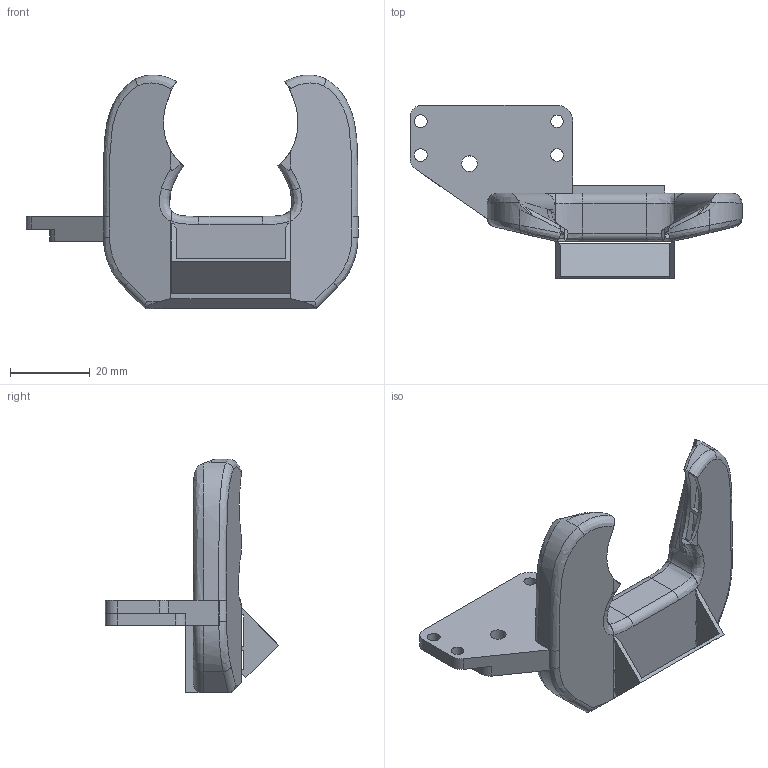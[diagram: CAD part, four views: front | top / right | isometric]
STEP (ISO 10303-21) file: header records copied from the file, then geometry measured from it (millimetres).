
FILE_DESCRIPTION(/* description */ (''),/* implementation_level */ '2;1');
FILE_NAME(/* name */ 'A-Hemera_Fan_Duct.stp',/* time_stamp */ '2020-10-15T14:52:32-07:00',/* author */ (''),/* organization */ (''),/* preprocessor_version */ 'ST-DEVELOPER v18.1',/* originating_system */ 'Autodesk Translation Framework v9.3.0.1241',/* authorisation */ '');
FILE_SCHEMA (('AUTOMOTIVE_DESIGN { 1 0 10303 214 3 1 1 }'));
Length unit declared in the file: millimetre
Products named in the file (1): Hemera Claws Fan Duct
Bounding box: 83.47 x 43.56 x 58.81 mm (x, y, z)
Volume: 18691.2 mm3; surface area: 16437.1 mm2
Topology: 1 solids, 2 shells, 266 faces, 751 edges, 478 vertices
Faces by surface type: plane 116, bspline 98, cylinder 48, torus 4
Full cylindrical faces by diameter (mm): 3.1 x2, 3.2 x2, 4 x1
Entity records: 13780 total; most frequent: CARTESIAN_POINT 7585, ORIENTED_EDGE 1502, DIRECTION 935, EDGE_CURVE 751, VERTEX_POINT 478, LINE 371, VECTOR 371, EDGE_LOOP 285
